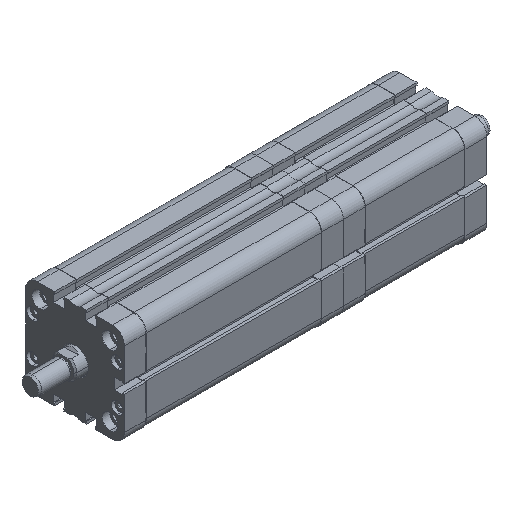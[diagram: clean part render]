
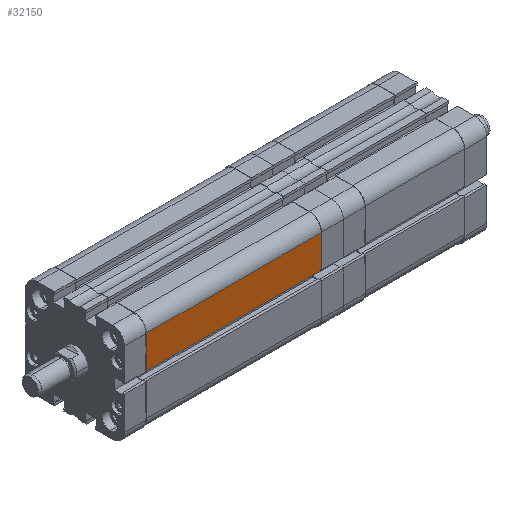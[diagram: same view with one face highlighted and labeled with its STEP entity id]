
A CAD part, isometric view. The second image highlights one B-rep face of the part: STEP entity #32150.
In plain terms, the highlighted planar face has unit normal (0, -1, 0).
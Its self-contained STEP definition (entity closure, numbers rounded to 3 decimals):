
#1273 = EDGE_LOOP ( 'NONE', ( #9935, #9494, #21768, #6254 ) ) ;
#2791 = EDGE_CURVE ( 'NONE', #2975, #34352, #23188, .T. ) ;
#2975 = VERTEX_POINT ( 'NONE', #38857 ) ;
#3555 = CARTESIAN_POINT ( 'NONE',  ( 116., -32.5, 2.8 ) ) ;
#3849 = VECTOR ( 'NONE', #37140, 1000. ) ;
#5123 = EDGE_CURVE ( 'NONE', #2975, #39582, #19056, .T. ) ;
#6254 = ORIENTED_EDGE ( 'NONE', *, *, #2791, .T. ) ;
#6710 = DIRECTION ( 'NONE',  ( 0., 0., 1. ) ) ;
#7324 = AXIS2_PLACEMENT_3D ( 'NONE', #34163, #18505, #6710 ) ;
#8682 = LINE ( 'NONE', #30121, #35014 ) ;
#9494 = ORIENTED_EDGE ( 'NONE', *, *, #16224, .F. ) ;
#9605 = EDGE_CURVE ( 'NONE', #34352, #16242, #22174, .T. ) ;
#9935 = ORIENTED_EDGE ( 'NONE', *, *, #9605, .T. ) ;
#10309 = FACE_OUTER_BOUND ( 'NONE', #1273, .T. ) ;
#16224 = EDGE_CURVE ( 'NONE', #39582, #16242, #8682, .T. ) ;
#16242 = VERTEX_POINT ( 'NONE', #19477 ) ;
#18505 = DIRECTION ( 'NONE',  ( 0., 1., 0. ) ) ;
#19056 = LINE ( 'NONE', #27486, #3849 ) ;
#19477 = CARTESIAN_POINT ( 'NONE',  ( 0., -32.5, 2.8 ) ) ;
#19549 = CARTESIAN_POINT ( 'NONE',  ( 0., -32.5, -32.5 ) ) ;
#19789 = CARTESIAN_POINT ( 'NONE',  ( 116., -32.5, 24.5 ) ) ;
#19982 = DIRECTION ( 'NONE',  ( -1., 0., 0. ) ) ;
#21768 = ORIENTED_EDGE ( 'NONE', *, *, #5123, .F. ) ;
#22174 = LINE ( 'NONE', #19549, #32732 ) ;
#23188 = LINE ( 'NONE', #19789, #36924 ) ;
#24334 = CARTESIAN_POINT ( 'NONE',  ( 0., -32.5, 24.5 ) ) ;
#27486 = CARTESIAN_POINT ( 'NONE',  ( 116., -32.5, -32.5 ) ) ;
#30121 = CARTESIAN_POINT ( 'NONE',  ( 116.001, -32.5, 2.8 ) ) ;
#30714 = DIRECTION ( 'NONE',  ( -1., 0., 0. ) ) ;
#31198 = DIRECTION ( 'NONE',  ( 0., 0., -1. ) ) ;
#32150 = ADVANCED_FACE ( 'NONE', ( #10309 ), #34367, .F. ) ;
#32732 = VECTOR ( 'NONE', #31198, 1000. ) ;
#34163 = CARTESIAN_POINT ( 'NONE',  ( 116., -32.5, -32.5 ) ) ;
#34352 = VERTEX_POINT ( 'NONE', #24334 ) ;
#34367 = PLANE ( 'NONE',  #7324 ) ;
#35014 = VECTOR ( 'NONE', #30714, 1000. ) ;
#36924 = VECTOR ( 'NONE', #19982, 1000. ) ;
#37140 = DIRECTION ( 'NONE',  ( 0., 0., -1. ) ) ;
#38857 = CARTESIAN_POINT ( 'NONE',  ( 116., -32.5, 24.5 ) ) ;
#39582 = VERTEX_POINT ( 'NONE', #3555 ) ;
